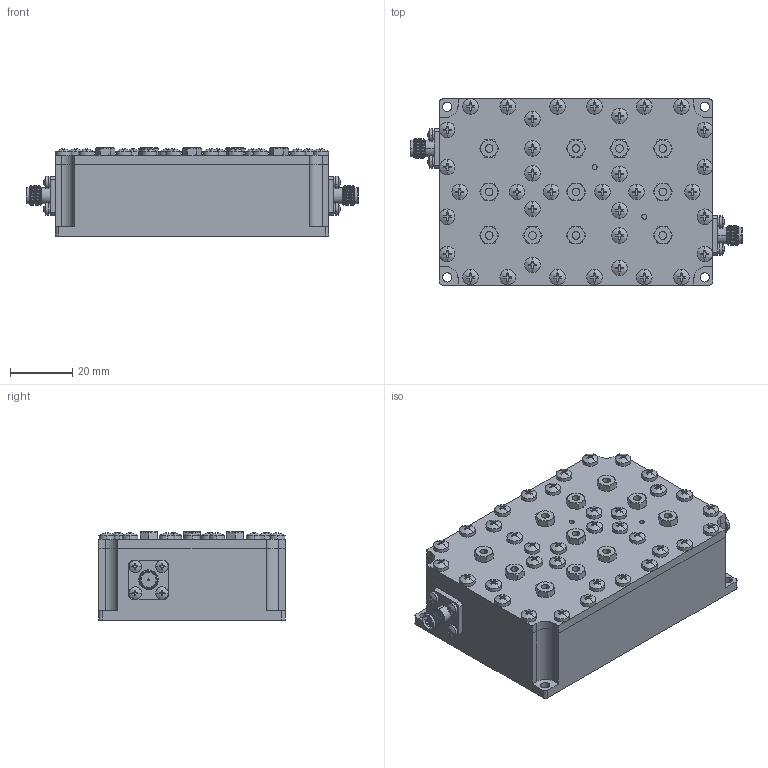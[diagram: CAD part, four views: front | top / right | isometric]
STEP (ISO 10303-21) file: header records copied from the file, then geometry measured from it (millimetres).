
FILE_DESCRIPTION (( 'STEP AP214' ), '1' );
FILE_NAME ('FMFL1028_3D.step', '2024-06-07T18:20:13', ( '' ), ( '' ), 'SwSTEP 2.0', 'SolidWorks 2022', '' );
FILE_SCHEMA (( 'AUTOMOTIVE_DESIGN' ));
Length unit declared in the file: millimetre
Products named in the file (1): FMFL1028_3D
Bounding box: 107 x 60 x 28.4 mm (x, y, z)
Volume: 61875 mm3; surface area: 41398.2 mm2
Topology: 1 solids, 67 shells, 2123 faces, 5551 edges, 3576 vertices
Faces by surface type: plane 996, cylinder 783, cone 250, bspline 94
Entity records: 73941 total; most frequent: CARTESIAN_POINT 23816, ORIENTED_EDGE 10958, DIRECTION 9993, EDGE_CURVE 5479, AXIS2_PLACEMENT_3D 3893, VERTEX_POINT 3576, EDGE_LOOP 2335, VECTOR 2207
